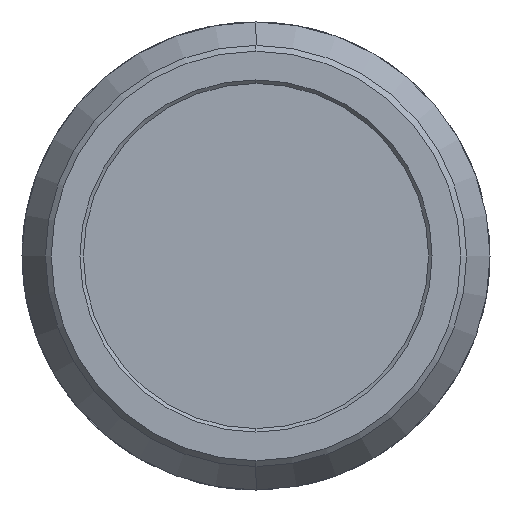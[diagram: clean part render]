
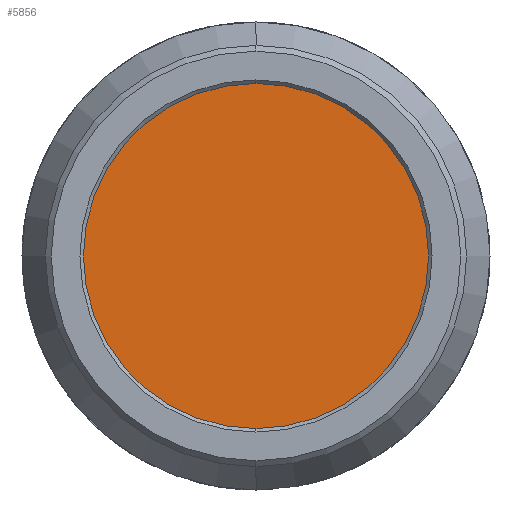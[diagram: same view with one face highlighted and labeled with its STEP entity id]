
A CAD part, left-side view. The second image highlights one B-rep face of the part: STEP entity #5856.
In plain terms, the highlighted planar face has unit normal (-1, 0, 0).
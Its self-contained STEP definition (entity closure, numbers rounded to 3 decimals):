
#271 = AXIS2_PLACEMENT_3D ( 'NONE', #1799, #4370, #3846 ) ;
#924 = ORIENTED_EDGE ( 'NONE', *, *, #5587, .T. ) ;
#1484 = VERTEX_POINT ( 'NONE', #1675 ) ;
#1675 = CARTESIAN_POINT ( 'NONE',  ( 1.938, 0., 14.75 ) ) ;
#1799 = CARTESIAN_POINT ( 'NONE',  ( 1.938, 0., 0. ) ) ;
#1915 = CIRCLE ( 'NONE', #271, 14.75 ) ;
#2181 = DIRECTION ( 'NONE',  ( -1., 0., 0. ) ) ;
#2449 = ORIENTED_EDGE ( 'NONE', *, *, #2726, .T. ) ;
#2517 = DIRECTION ( 'NONE',  ( 0., 1., 0. ) ) ;
#2726 = EDGE_CURVE ( 'NONE', #1484, #4172, #1915, .T. ) ;
#3372 = AXIS2_PLACEMENT_3D ( 'NONE', #4542, #4123, #2517 ) ;
#3723 = CARTESIAN_POINT ( 'NONE',  ( 1.938, 0., 0. ) ) ;
#3799 = CARTESIAN_POINT ( 'NONE',  ( 1.938, 0., -14.75 ) ) ;
#3846 = DIRECTION ( 'NONE',  ( 0., 1., 0. ) ) ;
#4002 = FACE_OUTER_BOUND ( 'NONE', #5983, .T. ) ;
#4041 = PLANE ( 'NONE',  #3372 ) ;
#4123 = DIRECTION ( 'NONE',  ( 1., 0., 0. ) ) ;
#4172 = VERTEX_POINT ( 'NONE', #3799 ) ;
#4370 = DIRECTION ( 'NONE',  ( -1., 0., 0. ) ) ;
#4542 = CARTESIAN_POINT ( 'NONE',  ( 1.938, 0., 0. ) ) ;
#4799 = CIRCLE ( 'NONE', #4892, 14.75 ) ;
#4892 = AXIS2_PLACEMENT_3D ( 'NONE', #3723, #2181, #6402 ) ;
#5587 = EDGE_CURVE ( 'NONE', #4172, #1484, #4799, .T. ) ;
#5856 = ADVANCED_FACE ( 'NONE', ( #4002 ), #4041, .F. ) ;
#5983 = EDGE_LOOP ( 'NONE', ( #2449, #924 ) ) ;
#6402 = DIRECTION ( 'NONE',  ( 0., 1., 0. ) ) ;
